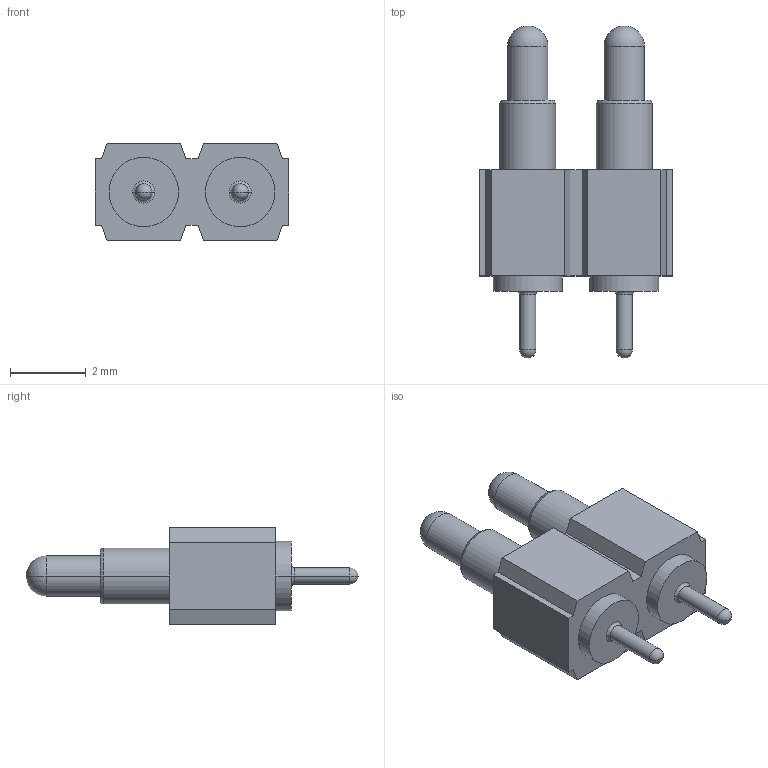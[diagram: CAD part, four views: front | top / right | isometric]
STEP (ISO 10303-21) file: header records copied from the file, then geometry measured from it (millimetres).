
FILE_DESCRIPTION (( 'STEP AP214' ), '1' );
FILE_NAME ('mill-max-816-22-002-10-001101.step', '2020-03-09T07:16:07', ( '' ), ( '' ), 'SwSTEP 2.0', 'SolidWorks 2019', '' );
FILE_SCHEMA (( 'AUTOMOTIVE_DESIGN' ));
Length unit declared in the file: inch
Products named in the file (3): mill-max-816-22-002-10-001101; mill-max-816-22-002-10-001101_P3XX-18-010-00-090000_P302-18-010-00-090000; mill-max-816-22-002-10-001101_0908_default
Assembly tree (3 placements, depth 2):
  mill-max-816-22-002-10-001101
    mill-max-816-22-002-10-001101_P3XX-18-010-00-090000_P302-18-010-00-090000
    mill-max-816-22-002-10-001101_0908_default  x2
Bounding box: 5.08 x 8.74 x 2.54 mm (x, y, z)
Volume: 44.6 mm3; surface area: 162.7 mm2
Topology: 3 solids, 3 shells, 74 faces, 180 edges, 112 vertices
Faces by surface type: plane 30, cylinder 24, cone 8, sphere 8, torus 4
Entity records: 1578 total; most frequent: DIRECTION 270, CARTESIAN_POINT 250, ORIENTED_EDGE 236, EDGE_CURVE 118, AXIS2_PLACEMENT_3D 96, VECTOR 78, LINE 78, VERTEX_POINT 76
